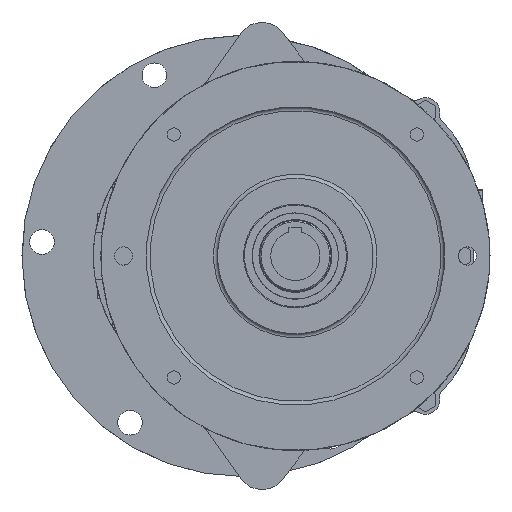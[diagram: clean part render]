
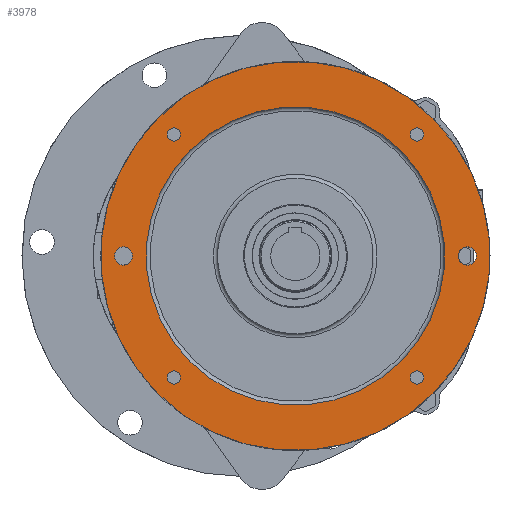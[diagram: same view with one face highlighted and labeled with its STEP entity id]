
A CAD part, left-side view. The second image highlights one B-rep face of the part: STEP entity #3978.
In plain terms, the highlighted planar face has unit normal (-1, 0, 0).
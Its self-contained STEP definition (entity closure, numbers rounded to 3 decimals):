
#210 = CARTESIAN_POINT ( 'NONE',  ( -306., 49.335, -90.085 ) ) ;
#447 = CARTESIAN_POINT ( 'NONE',  ( -306., 52.942, 93.692 ) ) ;
#610 = EDGE_CURVE ( 'NONE', #23790, #23790, #18746, .T. ) ;
#917 = DIRECTION ( 'NONE',  ( -1., 0., 0. ) ) ;
#1224 = CARTESIAN_POINT ( 'NONE',  ( -306., 49.335, 97.298 ) ) ;
#1255 = DIRECTION ( 'NONE',  ( 0., -0.707, 0.707 ) ) ;
#1291 = EDGE_CURVE ( 'NONE', #2851, #2851, #19734, .T. ) ;
#1535 = DIRECTION ( 'NONE',  ( 0., -0.707, 0.707 ) ) ;
#1595 = CARTESIAN_POINT ( 'NONE',  ( -306., -138.048, -90.085 ) ) ;
#1690 = AXIS2_PLACEMENT_3D ( 'NONE', #20841, #14862, #17097 ) ;
#1718 = DIRECTION ( 'NONE',  ( 0., -0.707, 0.707 ) ) ;
#1841 = FACE_BOUND ( 'NONE', #6378, .T. ) ;
#2851 = VERTEX_POINT ( 'NONE', #24149 ) ;
#3097 = VERTEX_POINT ( 'NONE', #3330 ) ;
#3171 = DIRECTION ( 'NONE',  ( 0., -0.707, 0.707 ) ) ;
#3281 = EDGE_LOOP ( 'NONE', ( #9397 ) ) ;
#3297 = DIRECTION ( 'NONE',  ( 0., -0.707, 0.707 ) ) ;
#3330 = CARTESIAN_POINT ( 'NONE',  ( -306., -146.816, 106.066 ) ) ;
#3423 = DIRECTION ( 'NONE',  ( -1., 0., 0. ) ) ;
#3720 = FACE_BOUND ( 'NONE', #14050, .T. ) ;
#3978 = ADVANCED_FACE ( 'NONE', ( #20649, #13053, #5340, #3720, #18894, #1841, #22525, #7342 ), #20893, .T. ) ;
#4993 = CARTESIAN_POINT ( 'NONE',  ( -306., -173.25, 0. ) ) ;
#5068 = AXIS2_PLACEMENT_3D ( 'NONE', #18335, #23713, #7010 ) ;
#5276 = CIRCLE ( 'NONE', #1690, 5.1 ) ;
#5340 = FACE_BOUND ( 'NONE', #17909, .T. ) ;
#5402 = CARTESIAN_POINT ( 'NONE',  ( -306., -134.442, 93.692 ) ) ;
#5649 = EDGE_CURVE ( 'NONE', #12432, #12432, #23326, .T. ) ;
#5844 = EDGE_CURVE ( 'NONE', #3097, #3097, #8997, .T. ) ;
#6064 = ORIENTED_EDGE ( 'NONE', *, *, #8734, .F. ) ;
#6378 = EDGE_LOOP ( 'NONE', ( #6501 ) ) ;
#6501 = ORIENTED_EDGE ( 'NONE', *, *, #1291, .F. ) ;
#6734 = AXIS2_PLACEMENT_3D ( 'NONE', #5402, #18717, #1535 ) ;
#7010 = DIRECTION ( 'NONE',  ( 0., -0.707, 0.707 ) ) ;
#7342 = FACE_BOUND ( 'NONE', #18360, .T. ) ;
#7405 = AXIS2_PLACEMENT_3D ( 'NONE', #12627, #13128, #3171 ) ;
#7841 = CARTESIAN_POINT ( 'NONE',  ( -306., -122.067, 81.317 ) ) ;
#8065 = AXIS2_PLACEMENT_3D ( 'NONE', #4993, #22313, #1255 ) ;
#8141 = ORIENTED_EDGE ( 'NONE', *, *, #10828, .F. ) ;
#8734 = EDGE_CURVE ( 'NONE', #13419, #13419, #23830, .T. ) ;
#8997 = CIRCLE ( 'NONE', #7405, 150. ) ;
#9397 = ORIENTED_EDGE ( 'NONE', *, *, #22433, .F. ) ;
#10070 = VERTEX_POINT ( 'NONE', #7841 ) ;
#10161 = CARTESIAN_POINT ( 'NONE',  ( -306., 91.75, 0. ) ) ;
#10827 = CARTESIAN_POINT ( 'NONE',  ( -306., -178.2, 4.95 ) ) ;
#10828 = EDGE_CURVE ( 'NONE', #22398, #22398, #5276, .T. ) ;
#11187 = EDGE_LOOP ( 'NONE', ( #13968 ) ) ;
#12245 = ORIENTED_EDGE ( 'NONE', *, *, #18407, .F. ) ;
#12432 = VERTEX_POINT ( 'NONE', #1224 ) ;
#12627 = CARTESIAN_POINT ( 'NONE',  ( -306., -40.75, 0. ) ) ;
#13053 = FACE_BOUND ( 'NONE', #21709, .T. ) ;
#13128 = DIRECTION ( 'NONE',  ( -1., 0., 0. ) ) ;
#13401 = DIRECTION ( 'NONE',  ( -1., 0., 0. ) ) ;
#13419 = VERTEX_POINT ( 'NONE', #24276 ) ;
#13968 = ORIENTED_EDGE ( 'NONE', *, *, #5844, .T. ) ;
#14050 = EDGE_LOOP ( 'NONE', ( #8141 ) ) ;
#14862 = DIRECTION ( 'NONE',  ( -1., 0., 0. ) ) ;
#15395 = VERTEX_POINT ( 'NONE', #210 ) ;
#15916 = ORIENTED_EDGE ( 'NONE', *, *, #5649, .F. ) ;
#16124 = AXIS2_PLACEMENT_3D ( 'NONE', #447, #13401, #18997 ) ;
#16521 = CARTESIAN_POINT ( 'NONE',  ( -306., -146.816, -106.066 ) ) ;
#16651 = DIRECTION ( 'NONE',  ( -1., 0., 0. ) ) ;
#16863 = AXIS2_PLACEMENT_3D ( 'NONE', #22481, #3423, #3297 ) ;
#17097 = DIRECTION ( 'NONE',  ( 0., -0.707, 0.707 ) ) ;
#17338 = EDGE_LOOP ( 'NONE', ( #15916 ) ) ;
#17909 = EDGE_LOOP ( 'NONE', ( #6064 ) ) ;
#18335 = CARTESIAN_POINT ( 'NONE',  ( -306., 52.942, -93.692 ) ) ;
#18360 = EDGE_LOOP ( 'NONE', ( #12245 ) ) ;
#18407 = EDGE_CURVE ( 'NONE', #10070, #10070, #19692, .T. ) ;
#18717 = DIRECTION ( 'NONE',  ( -1., 0., 0. ) ) ;
#18746 = CIRCLE ( 'NONE', #8065, 7. ) ;
#18894 = FACE_BOUND ( 'NONE', #3281, .T. ) ;
#18997 = DIRECTION ( 'NONE',  ( 0., -0.707, 0.707 ) ) ;
#19692 = CIRCLE ( 'NONE', #16863, 115. ) ;
#19734 = CIRCLE ( 'NONE', #21726, 7. ) ;
#19851 = DIRECTION ( 'NONE',  ( 0., -0.707, 0.707 ) ) ;
#20649 = FACE_BOUND ( 'NONE', #17338, .T. ) ;
#20841 = CARTESIAN_POINT ( 'NONE',  ( -306., -134.442, -93.692 ) ) ;
#20893 = PLANE ( 'NONE',  #23415 ) ;
#21709 = EDGE_LOOP ( 'NONE', ( #23870 ) ) ;
#21726 = AXIS2_PLACEMENT_3D ( 'NONE', #10161, #917, #19851 ) ;
#22313 = DIRECTION ( 'NONE',  ( -1., 0., 0. ) ) ;
#22398 = VERTEX_POINT ( 'NONE', #1595 ) ;
#22433 = EDGE_CURVE ( 'NONE', #15395, #15395, #23791, .T. ) ;
#22481 = CARTESIAN_POINT ( 'NONE',  ( -306., -40.75, 0. ) ) ;
#22525 = FACE_OUTER_BOUND ( 'NONE', #11187, .T. ) ;
#23326 = CIRCLE ( 'NONE', #16124, 5.1 ) ;
#23415 = AXIS2_PLACEMENT_3D ( 'NONE', #16521, #16651, #1718 ) ;
#23713 = DIRECTION ( 'NONE',  ( -1., 0., 0. ) ) ;
#23790 = VERTEX_POINT ( 'NONE', #10827 ) ;
#23791 = CIRCLE ( 'NONE', #5068, 5.1 ) ;
#23830 = CIRCLE ( 'NONE', #6734, 5.1 ) ;
#23870 = ORIENTED_EDGE ( 'NONE', *, *, #610, .F. ) ;
#24149 = CARTESIAN_POINT ( 'NONE',  ( -306., 86.8, 4.95 ) ) ;
#24276 = CARTESIAN_POINT ( 'NONE',  ( -306., -138.048, 97.298 ) ) ;
